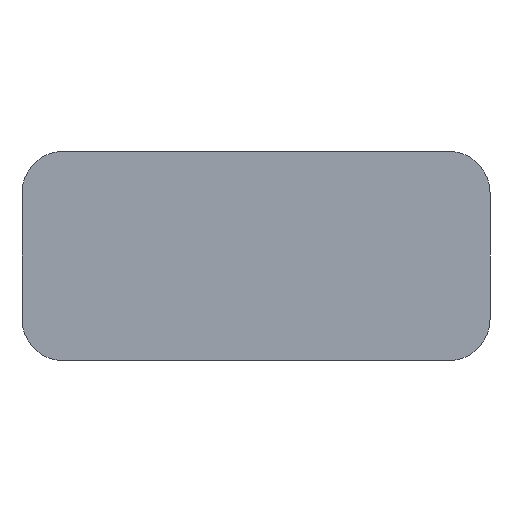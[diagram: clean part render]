
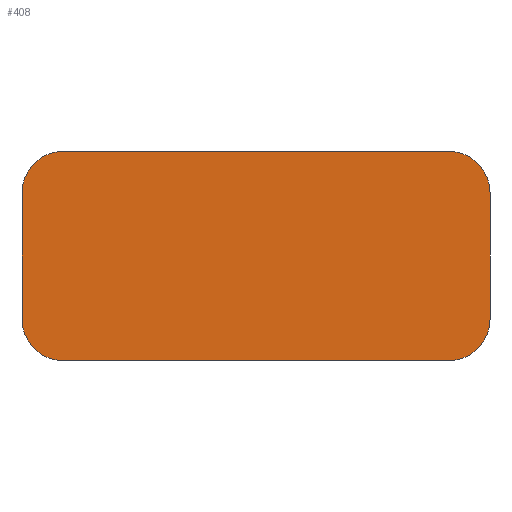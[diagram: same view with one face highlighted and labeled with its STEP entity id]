
A CAD part, front view. The second image highlights one B-rep face of the part: STEP entity #408.
In plain terms, the highlighted planar face has unit normal (0, -1, 0).
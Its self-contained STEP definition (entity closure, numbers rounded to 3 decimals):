
#37=CIRCLE('',#456,1.5);
#38=CIRCLE('',#459,1.5);
#39=CIRCLE('',#462,1.5);
#40=CIRCLE('',#463,1.5);
#60=FACE_OUTER_BOUND('',#84,.T.);
#84=EDGE_LOOP('',(#349,#350,#351,#352,#353,#354,#355,#356));
#120=LINE('',#683,#160);
#123=LINE('',#691,#163);
#124=LINE('',#696,#164);
#125=LINE('',#699,#165);
#160=VECTOR('',#561,10.);
#163=VECTOR('',#570,10.);
#164=VECTOR('',#575,10.);
#165=VECTOR('',#578,10.);
#197=VERTEX_POINT('',#675);
#198=VERTEX_POINT('',#677);
#199=VERTEX_POINT('',#681);
#200=VERTEX_POINT('',#685);
#201=VERTEX_POINT('',#689);
#202=VERTEX_POINT('',#693);
#203=VERTEX_POINT('',#695);
#204=VERTEX_POINT('',#697);
#246=EDGE_CURVE('',#197,#198,#37,.T.);
#249=EDGE_CURVE('',#199,#197,#120,.T.);
#251=EDGE_CURVE('',#200,#199,#38,.T.);
#253=EDGE_CURVE('',#200,#201,#123,.T.);
#254=EDGE_CURVE('',#202,#201,#39,.T.);
#255=EDGE_CURVE('',#202,#203,#124,.T.);
#256=EDGE_CURVE('',#204,#203,#40,.T.);
#257=EDGE_CURVE('',#198,#204,#125,.T.);
#349=ORIENTED_EDGE('',*,*,#251,.F.);
#350=ORIENTED_EDGE('',*,*,#253,.T.);
#351=ORIENTED_EDGE('',*,*,#254,.F.);
#352=ORIENTED_EDGE('',*,*,#255,.T.);
#353=ORIENTED_EDGE('',*,*,#256,.F.);
#354=ORIENTED_EDGE('',*,*,#257,.F.);
#355=ORIENTED_EDGE('',*,*,#246,.F.);
#356=ORIENTED_EDGE('',*,*,#249,.F.);
#386=PLANE('',#461);
#408=ADVANCED_FACE('',(#60),#386,.T.);
#456=AXIS2_PLACEMENT_3D('',#678,#555,#556);
#459=AXIS2_PLACEMENT_3D('',#687,#565,#566);
#461=AXIS2_PLACEMENT_3D('',#692,#571,#572);
#462=AXIS2_PLACEMENT_3D('',#694,#573,#574);
#463=AXIS2_PLACEMENT_3D('',#698,#576,#577);
#555=DIRECTION('center_axis',(0.,1.,0.));
#556=DIRECTION('ref_axis',(-0.707,0.,0.707));
#561=DIRECTION('',(0.,0.,1.));
#565=DIRECTION('center_axis',(0.,1.,0.));
#566=DIRECTION('ref_axis',(-0.707,0.,-0.707));
#570=DIRECTION('',(1.,0.,0.));
#571=DIRECTION('center_axis',(0.,-1.,0.));
#572=DIRECTION('ref_axis',(1.,0.,0.));
#573=DIRECTION('center_axis',(0.,1.,0.));
#574=DIRECTION('ref_axis',(0.707,0.,-0.707));
#575=DIRECTION('',(0.,0.,1.));
#576=DIRECTION('center_axis',(0.,1.,0.));
#577=DIRECTION('ref_axis',(0.707,0.,0.707));
#578=DIRECTION('',(1.,0.,0.));
#675=CARTESIAN_POINT('',(0.,0.,6.1));
#677=CARTESIAN_POINT('',(1.5,0.,7.6));
#678=CARTESIAN_POINT('Origin',(1.5,0.,6.1));
#681=CARTESIAN_POINT('',(0.,0.,1.5));
#683=CARTESIAN_POINT('',(0.,0.,0.));
#685=CARTESIAN_POINT('',(1.5,0.,0.));
#687=CARTESIAN_POINT('Origin',(1.5,0.,1.5));
#689=CARTESIAN_POINT('',(15.5,0.,0.));
#691=CARTESIAN_POINT('',(0.,0.,0.));
#692=CARTESIAN_POINT('Origin',(0.,0.,0.));
#693=CARTESIAN_POINT('',(17.,0.,1.5));
#694=CARTESIAN_POINT('Origin',(15.5,0.,1.5));
#695=CARTESIAN_POINT('',(17.,0.,6.1));
#696=CARTESIAN_POINT('',(17.,0.,0.));
#697=CARTESIAN_POINT('',(15.5,0.,7.6));
#698=CARTESIAN_POINT('Origin',(15.5,0.,6.1));
#699=CARTESIAN_POINT('',(0.,0.,7.6));
